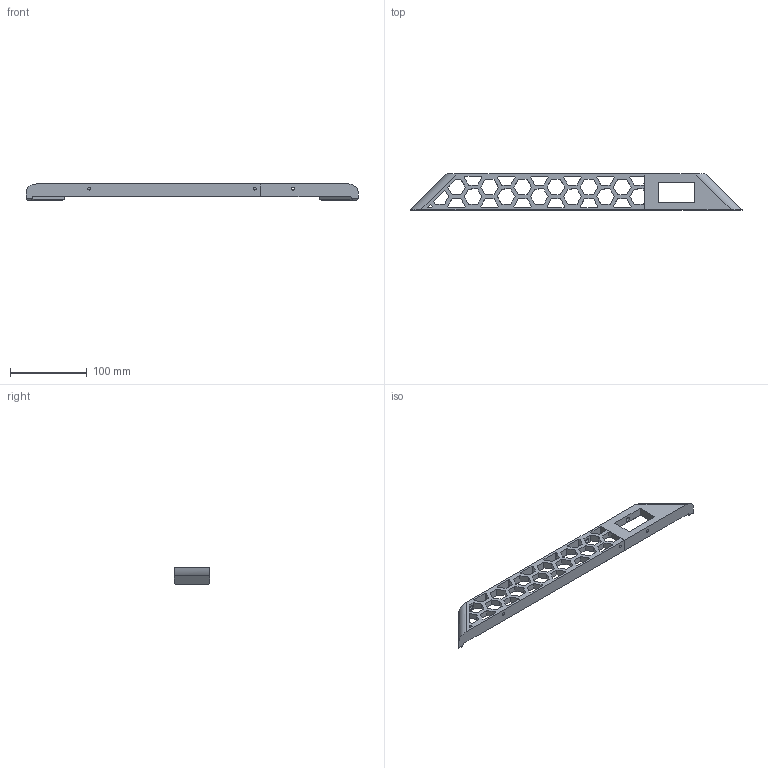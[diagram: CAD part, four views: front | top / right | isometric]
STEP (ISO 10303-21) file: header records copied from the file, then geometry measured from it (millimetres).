
FILE_DESCRIPTION (( 'STEP AP203' ), '1' );
FILE_NAME ('HCOMB-LEFT.300mm.STEP', '2021-07-01T20:17:33', ( '' ), ( '' ), 'SwSTEP 2.0', 'SolidWorks 2019', '' );
FILE_SCHEMA (( 'CONFIG_CONTROL_DESIGN' ));
Length unit declared in the file: millimetre
Products named in the file (1): HCOMB-LEFT.300mm
Bounding box: 431.72 x 46.8 x 21 mm (x, y, z)
Volume: 105001.4 mm3; surface area: 55851.1 mm2
Topology: 2 solids, 2 shells, 239 faces, 678 edges, 450 vertices
Faces by surface type: plane 185, cylinder 36, bspline 18
Entity records: 10744 total; most frequent: CARTESIAN_POINT 4777, ORIENTED_EDGE 1356, DIRECTION 959, EDGE_CURVE 678, VERTEX_POINT 450, LINE 427, VECTOR 427, EDGE_LOOP 308
